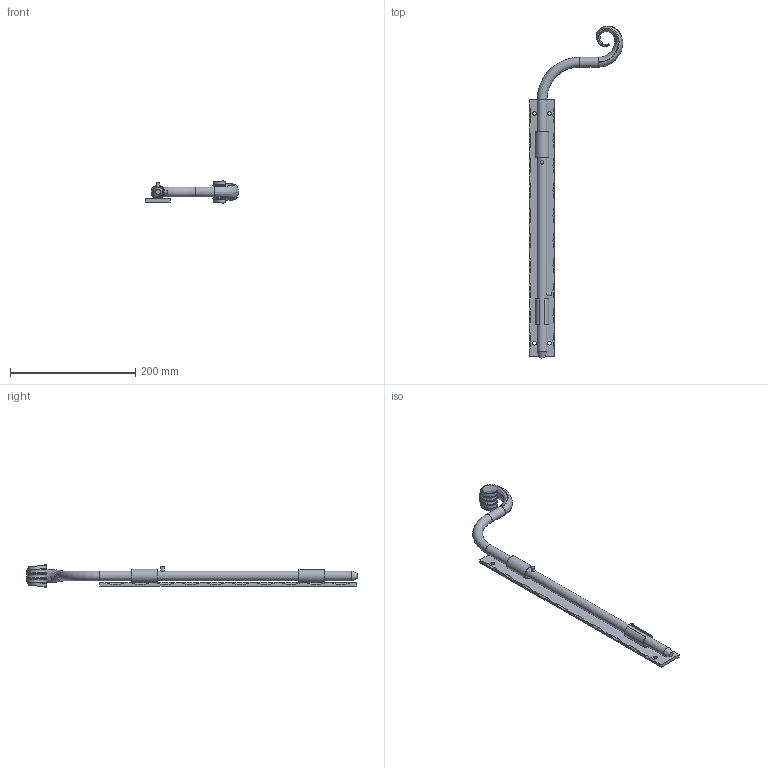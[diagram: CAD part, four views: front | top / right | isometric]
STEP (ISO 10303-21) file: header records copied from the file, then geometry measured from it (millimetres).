
FILE_DESCRIPTION (( 'STEP AP203' ), '1' );
FILE_NAME ('3820.STEP', '2024-11-19T13:49:51', ( '' ), ( '' ), 'SwSTEP 2.0', 'SolidWorks 2018', '' );
FILE_SCHEMA (( 'CONFIG_CONTROL_DESIGN' ));
Length unit declared in the file: millimetre
Products named in the file (1): 3820
Bounding box: 148.7 x 530.06 x 35.38 mm (x, y, z)
Volume: 211428.8 mm3; surface area: 81738.4 mm2
Topology: 4 solids, 4 shells, 244 faces, 689 edges, 432 vertices
Faces by surface type: bspline 112, plane 98, torus 21, cylinder 12, cone 1
Full cylindrical faces by diameter (mm): 5.5 x2, 6 x4, 15.5 x2, 18.8 x1, 22 x1
Entity records: 53046 total; most frequent: CARTESIAN_POINT 47715, ORIENTED_EDGE 1264, DIRECTION 722, EDGE_CURVE 632, VERTEX_POINT 428, VECTOR 326, LINE 326, EDGE_LOOP 286
